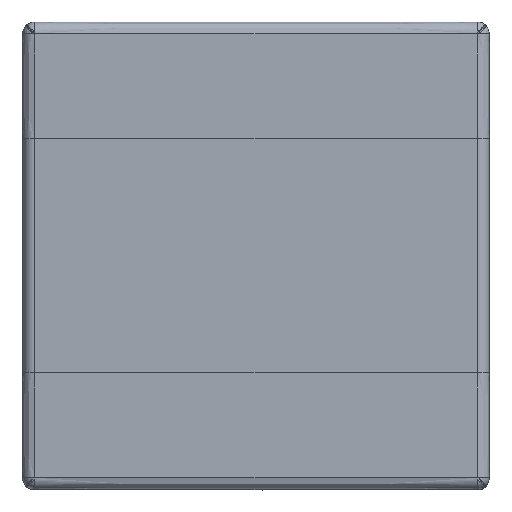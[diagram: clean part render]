
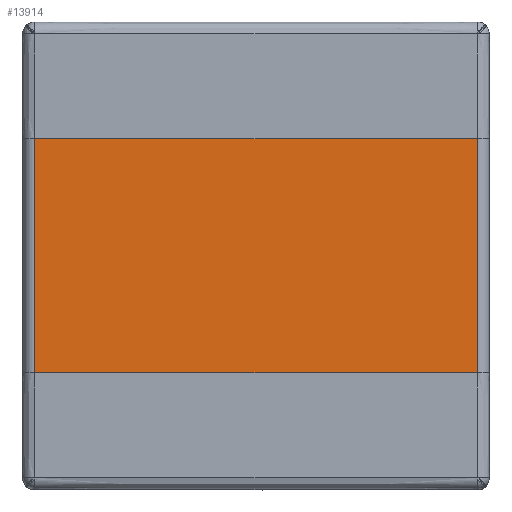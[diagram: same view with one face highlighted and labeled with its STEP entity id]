
A CAD part, top view. The second image highlights one B-rep face of the part: STEP entity #13914.
In plain terms, the highlighted free-form (B-spline) face has degree [2, 1] with [3, 2] control points.
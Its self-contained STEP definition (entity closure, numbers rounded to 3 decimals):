
#1600=FACE_OUTER_BOUND('',#3166,.T.);
#3166=EDGE_LOOP('',(#10495,#10496,#10497,#10498));
#4783=B_SPLINE_CURVE_WITH_KNOTS('',2,(#40825,#40826,#40827),
 .UNSPECIFIED.,.F.,.F.,(3,3),(0.,41.701),.UNSPECIFIED.);
#4784=B_SPLINE_CURVE_WITH_KNOTS('',1,(#40829,#40830),.UNSPECIFIED.,.F.,
 .F.,(2,2),(0.,1.),.UNSPECIFIED.);
#4785=B_SPLINE_CURVE_WITH_KNOTS('',2,(#40832,#40833,#40834),
 .UNSPECIFIED.,.F.,.F.,(3,3),(0.,41.701),.UNSPECIFIED.);
#4786=B_SPLINE_CURVE_WITH_KNOTS('',1,(#40835,#40836),.UNSPECIFIED.,.F.,
 .F.,(2,2),(0.,1.),.UNSPECIFIED.);
#6687=VERTEX_POINT('',#40823);
#6688=VERTEX_POINT('',#40824);
#6689=VERTEX_POINT('',#40828);
#6690=VERTEX_POINT('',#40831);
#8591=EDGE_CURVE('',#6687,#6688,#4783,.T.);
#8592=EDGE_CURVE('',#6688,#6689,#4784,.T.);
#8593=EDGE_CURVE('',#6690,#6689,#4785,.T.);
#8594=EDGE_CURVE('',#6687,#6690,#4786,.T.);
#10495=ORIENTED_EDGE('',*,*,#8591,.T.);
#10496=ORIENTED_EDGE('',*,*,#8592,.T.);
#10497=ORIENTED_EDGE('',*,*,#8593,.F.);
#10498=ORIENTED_EDGE('',*,*,#8594,.F.);
#12348=B_SPLINE_SURFACE_WITH_KNOTS('',2,1,((#40817,#40818),(#40819,#40820),
(#40821,#40822)),.UNSPECIFIED.,.F.,.F.,.F.,(3,3),(2,2),(0.,41.701),
(0.,1.),.UNSPECIFIED.);
#13914=ADVANCED_FACE('',(#1600),#12348,.T.);
#40817=CARTESIAN_POINT('Ctrl Pts',(3917.364,16.544,400.009));
#40818=CARTESIAN_POINT('Ctrl Pts',(3917.364,237.039,400.009));
#40819=CARTESIAN_POINT('Ctrl Pts',(3708.859,16.544,400.009));
#40820=CARTESIAN_POINT('Ctrl Pts',(3708.859,237.039,400.009));
#40821=CARTESIAN_POINT('Ctrl Pts',(3500.353,16.544,400.009));
#40822=CARTESIAN_POINT('Ctrl Pts',(3500.353,237.039,400.009));
#40823=CARTESIAN_POINT('',(3917.364,16.544,400.009));
#40824=CARTESIAN_POINT('',(3500.353,16.544,400.009));
#40825=CARTESIAN_POINT('Ctrl Pts',(3917.364,16.544,400.009));
#40826=CARTESIAN_POINT('Ctrl Pts',(3708.859,16.544,400.009));
#40827=CARTESIAN_POINT('Ctrl Pts',(3500.353,16.544,400.009));
#40828=CARTESIAN_POINT('',(3500.353,237.039,400.009));
#40829=CARTESIAN_POINT('Ctrl Pts',(3500.353,16.544,400.009));
#40830=CARTESIAN_POINT('Ctrl Pts',(3500.353,237.039,400.009));
#40831=CARTESIAN_POINT('',(3917.364,237.039,400.009));
#40832=CARTESIAN_POINT('Ctrl Pts',(3917.364,237.039,400.009));
#40833=CARTESIAN_POINT('Ctrl Pts',(3708.859,237.039,400.009));
#40834=CARTESIAN_POINT('Ctrl Pts',(3500.353,237.039,400.009));
#40835=CARTESIAN_POINT('Ctrl Pts',(3917.364,16.544,400.009));
#40836=CARTESIAN_POINT('Ctrl Pts',(3917.364,237.039,400.009));
